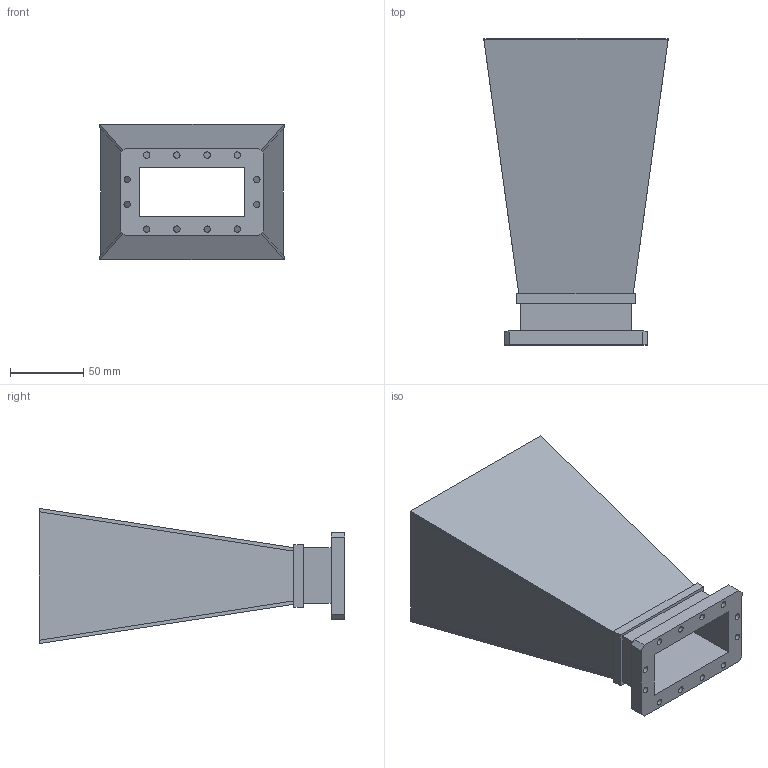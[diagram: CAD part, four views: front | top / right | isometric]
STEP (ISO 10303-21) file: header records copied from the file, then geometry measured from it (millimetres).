
FILE_DESCRIPTION (( 'STEP AP214' ), '1' );
FILE_NAME ('FM9863B-10_3D.STEP', '2021-05-11T19:14:54', ( '' ), ( '' ), 'SwSTEP 2.0', 'SolidWorks 2020', '' );
FILE_SCHEMA (( 'AUTOMOTIVE_DESIGN' ));
Length unit declared in the file: inch
Products named in the file (1): FM9863B-10_3D
Bounding box: 126.14 x 209.3 x 92.5 mm (x, y, z)
Volume: 178899.9 mm3; surface area: 140693.4 mm2
Topology: 1 solids, 1 shells, 56 faces, 144 edges, 92 vertices
Faces by surface type: plane 44, cylinder 12
Full cylindrical faces by diameter (mm): 4.293 x6, 4.394 x6
Entity records: 1708 total; most frequent: CARTESIAN_POINT 281, DIRECTION 270, ORIENTED_EDGE 264, EDGE_CURVE 132, LINE 108, VECTOR 108, EDGE_LOOP 96, VERTEX_POINT 92
